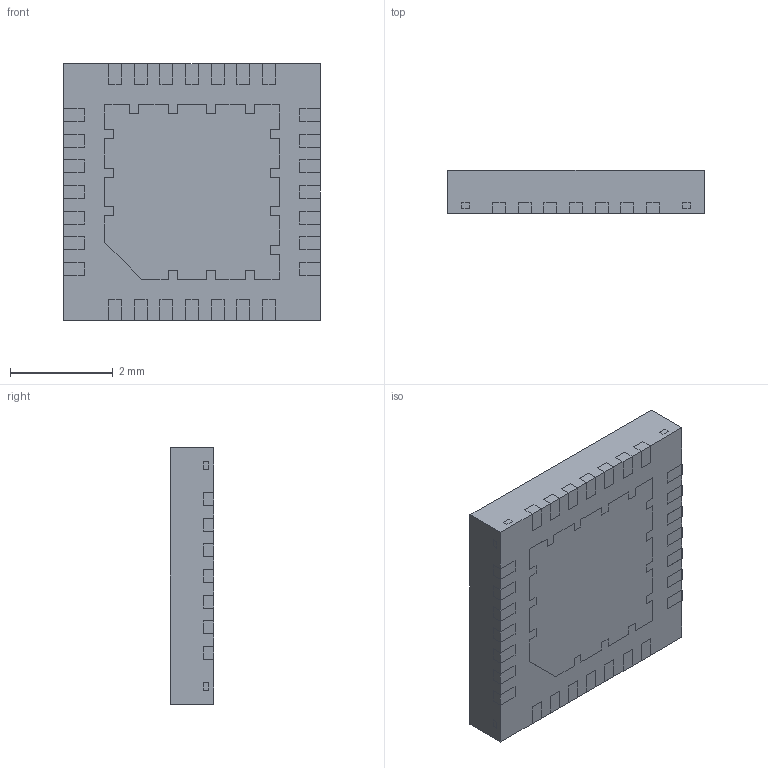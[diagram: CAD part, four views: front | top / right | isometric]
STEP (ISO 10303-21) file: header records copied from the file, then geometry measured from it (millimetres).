
FILE_DESCRIPTION (( 'STEP AP214' ), '1' );
FILE_NAME ('5x5_28_5.STEP', '2013-08-15T16:48:48', ( 'sw2011vm-Admin' ), ( '' ), 'SwSTEP 2.0', 'SolidWorks 2012', '' );
FILE_SCHEMA (( 'AUTOMOTIVE_DESIGN' ));
Length unit declared in the file: millimetre
Products named in the file (1): 5x5_28_5
Bounding box: 5 x 0.84 x 5 mm (x, y, z)
Volume: 7.6 mm3; surface area: 175.7 mm2
Topology: 88 solids, 88 shells, 1411 faces, 3825 edges, 2526 vertices
Faces by surface type: plane 1411
Entity records: 44308 total; most frequent: CARTESIAN_POINT 7763, ORIENTED_EDGE 7650, DIRECTION 6649, LINE 3825, VECTOR 3825, EDGE_CURVE 3825, VERTEX_POINT 2526, EDGE_LOOP 1421
